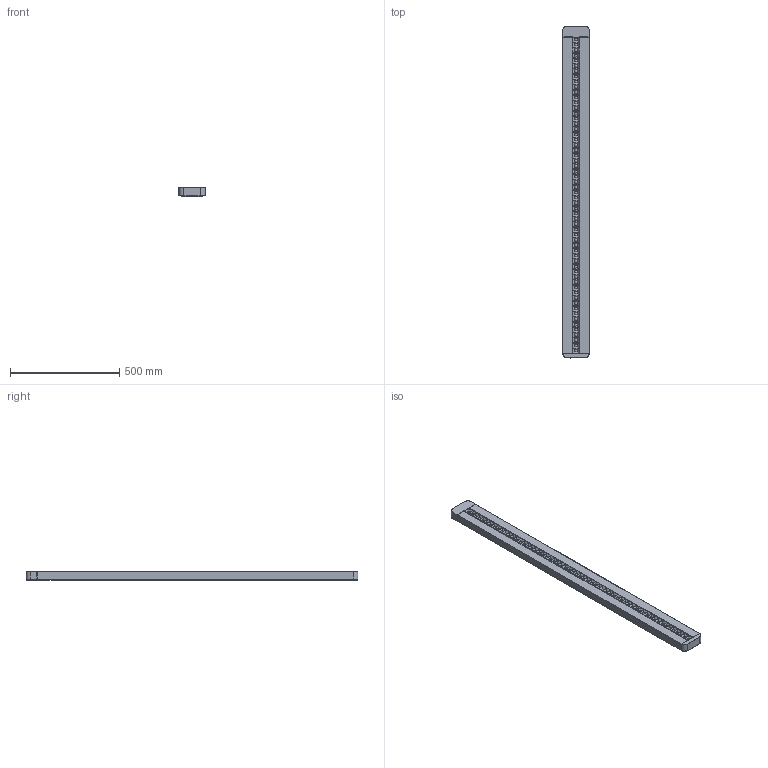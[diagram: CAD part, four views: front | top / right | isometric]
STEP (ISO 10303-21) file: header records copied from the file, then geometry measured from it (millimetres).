
FILE_DESCRIPTION (( 'STEP AP214' ), '1' );
FILE_NAME ('LN-INDV-1500.STEP', '2023-03-13T08:36:30', ( '' ), ( '' ), 'SwSTEP 2.0', 'SolidWorks 2020', '' );
FILE_SCHEMA (( 'AUTOMOTIVE_DESIGN' ));
Length unit declared in the file: millimetre
Products named in the file (1): LN-INDV-1500
Bounding box: 120.72 x 1517.99 x 40.24 mm (x, y, z)
Volume: 831401.3 mm3; surface area: 1261843.5 mm2
Topology: 5 solids, 5 shells, 816 faces, 2442 edges, 1520 vertices
Faces by surface type: plane 488, bspline 195, cylinder 69, sphere 60, torus 4
Entity records: 42890 total; most frequent: CARTESIAN_POINT 15540, ORIENTED_EDGE 4404, DIRECTION 2701, EDGE_CURVE 2202, VERTEX_POINT 1400, LINE 1071, VECTOR 1071, EDGE_LOOP 938
